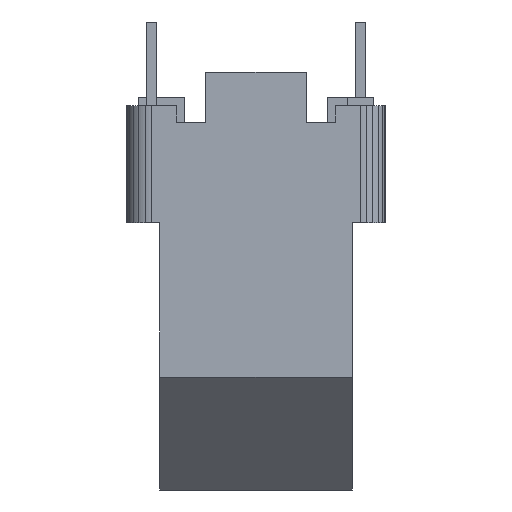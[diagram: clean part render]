
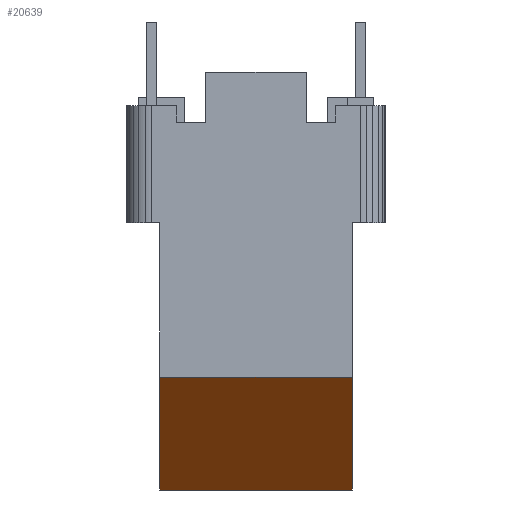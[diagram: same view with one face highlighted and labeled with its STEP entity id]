
A CAD part, front view. The second image highlights one B-rep face of the part: STEP entity #20639.
In plain terms, the highlighted planar face has unit normal (0, -0.707, -0.707).
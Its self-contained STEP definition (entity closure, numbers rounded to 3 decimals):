
#2679 = PLANE('',#2680);
#2680 = AXIS2_PLACEMENT_3D('',#2681,#2682,#2683);
#2681 = CARTESIAN_POINT('',(11.5,8.,16.));
#2682 = DIRECTION('',(1.,0.,0.));
#2683 = DIRECTION('',(0.,0.,1.));
#2735 = PLANE('',#2736);
#2736 = AXIS2_PLACEMENT_3D('',#2737,#2738,#2739);
#2737 = CARTESIAN_POINT('',(0.,0.,
    16.));
#2738 = DIRECTION('',(-1.,0.,0.));
#2739 = DIRECTION('',(0.,-1.,0.));
#4853 = VERTEX_POINT('',#4854);
#4854 = CARTESIAN_POINT('',(11.5,0.,6.75));
#4868 = PLANE('',#4869);
#4869 = AXIS2_PLACEMENT_3D('',#4870,#4871,#4872);
#4870 = CARTESIAN_POINT('',(11.5,0.,6.75));
#4871 = DIRECTION('',(0.,-1.,0.));
#4872 = DIRECTION('',(0.,0.,-1.));
#4880 = EDGE_CURVE('',#4853,#4881,#4883,.T.);
#4881 = VERTEX_POINT('',#4882);
#4882 = CARTESIAN_POINT('',(11.5,6.75,0.));
#4883 = SURFACE_CURVE('',#4884,(#4888,#4895),.PCURVE_S1.);
#4884 = LINE('',#4885,#4886);
#4885 = CARTESIAN_POINT('',(11.5,0.,6.75));
#4886 = VECTOR('',#4887,1.);
#4887 = DIRECTION('',(0.,0.707,-0.707));
#4888 = PCURVE('',#2679,#4889);
#4889 = DEFINITIONAL_REPRESENTATION('',(#4890),#4894);
#4890 = LINE('',#4891,#4892);
#4891 = CARTESIAN_POINT('',(-9.25,8.));
#4892 = VECTOR('',#4893,1.);
#4893 = DIRECTION('',(-0.707,-0.707));
#4894 = ( GEOMETRIC_REPRESENTATION_CONTEXT(2) 
PARAMETRIC_REPRESENTATION_CONTEXT() REPRESENTATION_CONTEXT('2D SPACE',''
  ) );
#4895 = PCURVE('',#4896,#4901);
#4896 = PLANE('',#4897);
#4897 = AXIS2_PLACEMENT_3D('',#4898,#4899,#4900);
#4898 = CARTESIAN_POINT('',(0.,6.75,0.));
#4899 = DIRECTION('',(0.,-0.707,
    -0.707));
#4900 = DIRECTION('',(0.,0.707,-0.707));
#4901 = DEFINITIONAL_REPRESENTATION('',(#4902),#4906);
#4902 = LINE('',#4903,#4904);
#4903 = CARTESIAN_POINT('',(-9.546,11.5));
#4904 = VECTOR('',#4905,1.);
#4905 = DIRECTION('',(1.,0.));
#4906 = ( GEOMETRIC_REPRESENTATION_CONTEXT(2) 
PARAMETRIC_REPRESENTATION_CONTEXT() REPRESENTATION_CONTEXT('2D SPACE',''
  ) );
#4924 = PLANE('',#4925);
#4925 = AXIS2_PLACEMENT_3D('',#4926,#4927,#4928);
#4926 = CARTESIAN_POINT('',(0.,6.75,0.));
#4927 = DIRECTION('',(0.,0.,-1.));
#4928 = DIRECTION('',(-1.,0.,0.));
#15407 = VERTEX_POINT('',#15408);
#15408 = CARTESIAN_POINT('',(0.,0.,6.75));
#15429 = EDGE_CURVE('',#4853,#15407,#15430,.T.);
#15430 = SURFACE_CURVE('',#15431,(#15435,#15442),.PCURVE_S1.);
#15431 = LINE('',#15432,#15433);
#15432 = CARTESIAN_POINT('',(11.5,0.,6.75));
#15433 = VECTOR('',#15434,1.);
#15434 = DIRECTION('',(-1.,0.,0.));
#15435 = PCURVE('',#4868,#15436);
#15436 = DEFINITIONAL_REPRESENTATION('',(#15437),#15441);
#15437 = LINE('',#15438,#15439);
#15438 = CARTESIAN_POINT('',(0.,0.));
#15439 = VECTOR('',#15440,1.);
#15440 = DIRECTION('',(0.,-1.));
#15441 = ( GEOMETRIC_REPRESENTATION_CONTEXT(2) 
PARAMETRIC_REPRESENTATION_CONTEXT() REPRESENTATION_CONTEXT('2D SPACE',''
  ) );
#15442 = PCURVE('',#4896,#15443);
#15443 = DEFINITIONAL_REPRESENTATION('',(#15444),#15448);
#15444 = LINE('',#15445,#15446);
#15445 = CARTESIAN_POINT('',(-9.546,11.5));
#15446 = VECTOR('',#15447,1.);
#15447 = DIRECTION('',(0.,-1.));
#15448 = ( GEOMETRIC_REPRESENTATION_CONTEXT(2) 
PARAMETRIC_REPRESENTATION_CONTEXT() REPRESENTATION_CONTEXT('2D SPACE',''
  ) );
#16287 = VERTEX_POINT('',#16288);
#16288 = CARTESIAN_POINT('',(0.,6.75,0.));
#16309 = EDGE_CURVE('',#15407,#16287,#16310,.T.);
#16310 = SURFACE_CURVE('',#16311,(#16315,#16322),.PCURVE_S1.);
#16311 = LINE('',#16312,#16313);
#16312 = CARTESIAN_POINT('',(0.,0.,6.75));
#16313 = VECTOR('',#16314,1.);
#16314 = DIRECTION('',(0.,0.707,-0.707));
#16315 = PCURVE('',#2735,#16316);
#16316 = DEFINITIONAL_REPRESENTATION('',(#16317),#16321);
#16317 = LINE('',#16318,#16319);
#16318 = CARTESIAN_POINT('',(0.,-9.25));
#16319 = VECTOR('',#16320,1.);
#16320 = DIRECTION('',(-0.707,-0.707));
#16321 = ( GEOMETRIC_REPRESENTATION_CONTEXT(2) 
PARAMETRIC_REPRESENTATION_CONTEXT() REPRESENTATION_CONTEXT('2D SPACE',''
  ) );
#16322 = PCURVE('',#4896,#16323);
#16323 = DEFINITIONAL_REPRESENTATION('',(#16324),#16328);
#16324 = LINE('',#16325,#16326);
#16325 = CARTESIAN_POINT('',(-9.546,0.));
#16326 = VECTOR('',#16327,1.);
#16327 = DIRECTION('',(1.,0.));
#16328 = ( GEOMETRIC_REPRESENTATION_CONTEXT(2) 
PARAMETRIC_REPRESENTATION_CONTEXT() REPRESENTATION_CONTEXT('2D SPACE',''
  ) );
#20639 = ADVANCED_FACE('',(#20640),#4896,.T.);
#20640 = FACE_BOUND('',#20641,.T.);
#20641 = EDGE_LOOP('',(#20642,#20663,#20664,#20665));
#20642 = ORIENTED_EDGE('',*,*,#20643,.F.);
#20643 = EDGE_CURVE('',#4881,#16287,#20644,.T.);
#20644 = SURFACE_CURVE('',#20645,(#20649,#20656),.PCURVE_S1.);
#20645 = LINE('',#20646,#20647);
#20646 = CARTESIAN_POINT('',(11.5,6.75,0.));
#20647 = VECTOR('',#20648,1.);
#20648 = DIRECTION('',(-1.,0.,0.));
#20649 = PCURVE('',#4896,#20650);
#20650 = DEFINITIONAL_REPRESENTATION('',(#20651),#20655);
#20651 = LINE('',#20652,#20653);
#20652 = CARTESIAN_POINT('',(0.,11.5));
#20653 = VECTOR('',#20654,1.);
#20654 = DIRECTION('',(0.,-1.));
#20655 = ( GEOMETRIC_REPRESENTATION_CONTEXT(2) 
PARAMETRIC_REPRESENTATION_CONTEXT() REPRESENTATION_CONTEXT('2D SPACE',''
  ) );
#20656 = PCURVE('',#4924,#20657);
#20657 = DEFINITIONAL_REPRESENTATION('',(#20658),#20662);
#20658 = LINE('',#20659,#20660);
#20659 = CARTESIAN_POINT('',(-11.5,0.));
#20660 = VECTOR('',#20661,1.);
#20661 = DIRECTION('',(1.,0.));
#20662 = ( GEOMETRIC_REPRESENTATION_CONTEXT(2) 
PARAMETRIC_REPRESENTATION_CONTEXT() REPRESENTATION_CONTEXT('2D SPACE',''
  ) );
#20663 = ORIENTED_EDGE('',*,*,#4880,.F.);
#20664 = ORIENTED_EDGE('',*,*,#15429,.T.);
#20665 = ORIENTED_EDGE('',*,*,#16309,.T.);
